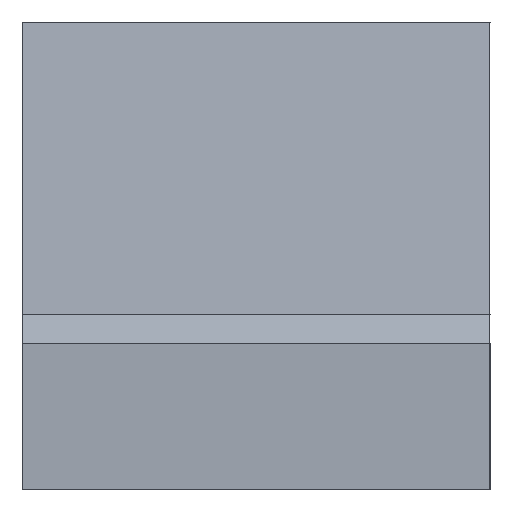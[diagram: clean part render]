
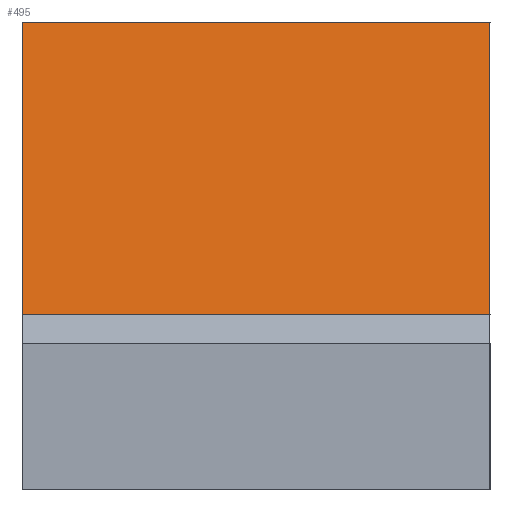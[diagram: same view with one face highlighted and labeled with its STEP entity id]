
A CAD part, left-side view. The second image highlights one B-rep face of the part: STEP entity #495.
In plain terms, the highlighted planar face has unit normal (-0.99, 0, 0.139).
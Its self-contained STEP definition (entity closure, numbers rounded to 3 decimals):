
#238 = VERTEX_POINT('',#239);
#239 = CARTESIAN_POINT('',(-0.61,0.4,0.3));
#288 = VERTEX_POINT('',#289);
#289 = CARTESIAN_POINT('',(-0.54,0.4,0.8));
#295 = EDGE_CURVE('',#288,#238,#296,.T.);
#296 = LINE('',#297,#298);
#297 = CARTESIAN_POINT('',(-0.54,0.4,0.8));
#298 = VECTOR('',#299,1.);
#299 = DIRECTION('',(-0.139,0.,-0.99));
#417 = EDGE_CURVE('',#418,#420,#422,.T.);
#418 = VERTEX_POINT('',#419);
#419 = CARTESIAN_POINT('',(-0.54,-0.4,0.8));
#420 = VERTEX_POINT('',#421);
#421 = CARTESIAN_POINT('',(-0.61,-0.4,0.3));
#422 = LINE('',#423,#424);
#423 = CARTESIAN_POINT('',(-0.54,-0.4,0.8));
#424 = VECTOR('',#425,1.);
#425 = DIRECTION('',(-0.139,0.,-0.99));
#485 = EDGE_CURVE('',#420,#238,#486,.T.);
#486 = LINE('',#487,#488);
#487 = CARTESIAN_POINT('',(-0.61,0.4,0.3));
#488 = VECTOR('',#489,1.);
#489 = DIRECTION('',(0.,1.,0.));
#495 = ADVANCED_FACE('',(#496),#507,.T.);
#496 = FACE_BOUND('',#497,.T.);
#497 = EDGE_LOOP('',(#498,#499,#500,#501));
#498 = ORIENTED_EDGE('',*,*,#295,.T.);
#499 = ORIENTED_EDGE('',*,*,#485,.F.);
#500 = ORIENTED_EDGE('',*,*,#417,.F.);
#501 = ORIENTED_EDGE('',*,*,#502,.T.);
#502 = EDGE_CURVE('',#418,#288,#503,.T.);
#503 = LINE('',#504,#505);
#504 = CARTESIAN_POINT('',(-0.54,0.4,0.8));
#505 = VECTOR('',#506,1.);
#506 = DIRECTION('',(0.,1.,0.));
#507 = PLANE('',#508);
#508 = AXIS2_PLACEMENT_3D('',#509,#510,#511);
#509 = CARTESIAN_POINT('',(-0.61,0.4,0.3));
#510 = DIRECTION('',(-0.99,0.,0.139));
#511 = DIRECTION('',(0.139,0.,0.99));
